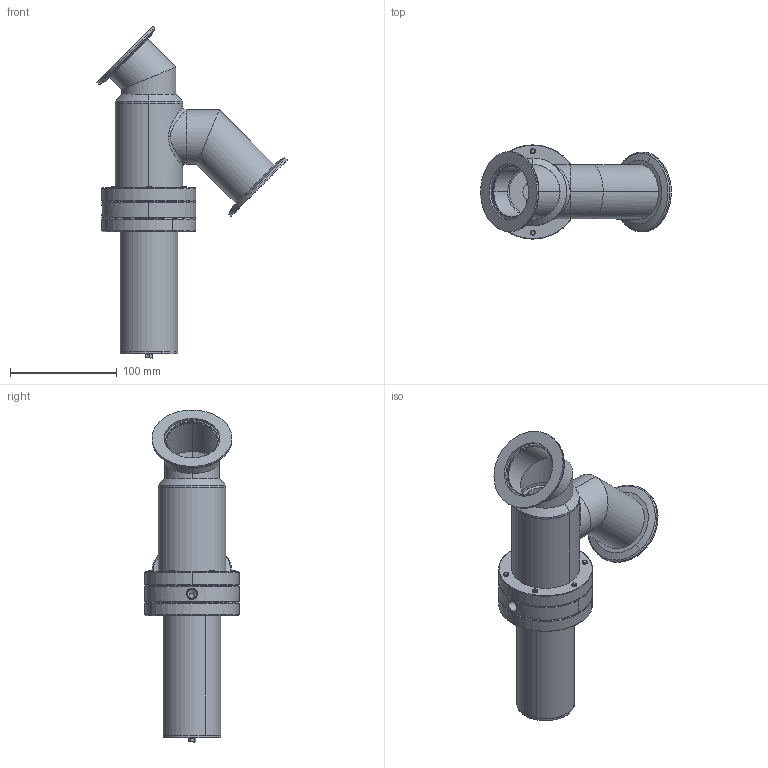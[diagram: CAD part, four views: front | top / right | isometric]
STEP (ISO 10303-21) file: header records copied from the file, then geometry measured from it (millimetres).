
FILE_DESCRIPTION (( 'STEP AP203' ), '1' );
FILE_NAME ('AIVP-S05100.STEP', '2023-01-20T23:14:28', ( '' ), ( '' ), 'SwSTEP 2.0', 'SolidWorks 2020', '' );
FILE_SCHEMA (( 'CONFIG_CONTROL_DESIGN' ));
Length unit declared in the file: inch
Products named in the file (1): AIVP-S05100
Bounding box: 178.76 x 88.27 x 311.33 mm (x, y, z)
Volume: 329993.1 mm3; surface area: 208648.7 mm2
Topology: 20 solids, 20 shells, 1197 faces, 3149 edges, 2026 vertices
Faces by surface type: cylinder 856, plane 156, cone 131, torus 34, bspline 20
Entity records: 59634 total; most frequent: CARTESIAN_POINT 33846, ORIENTED_EDGE 6298, DIRECTION 4592, EDGE_CURVE 3149, VERTEX_POINT 2026, AXIS2_PLACEMENT_3D 1751, EDGE_LOOP 1299, ADVANCED_FACE 1197
